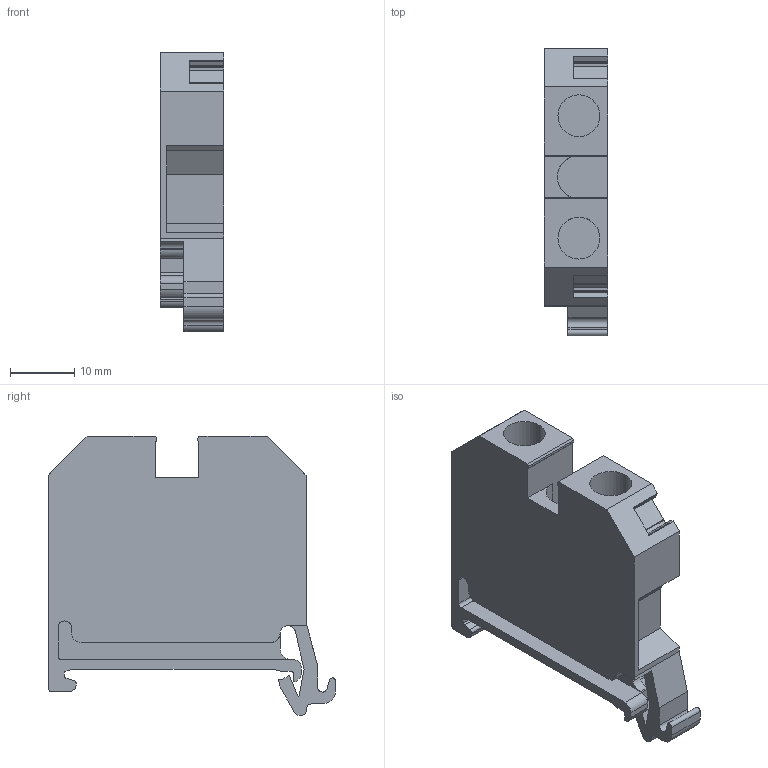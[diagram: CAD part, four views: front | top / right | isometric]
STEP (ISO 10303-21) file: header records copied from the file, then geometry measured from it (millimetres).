
FILE_DESCRIPTION(('CATIA V5 STEP Exchange','CAx-IF Rec.Pracs.--- Model Styling and Organization---1.4--- 2014-01-23'),'2;1');
FILE_NAME ('002003-3_1', '2021-06-07T04:59:19+00:00', ('none'), ('Weidmueller'), 'CATIA Version 5-6 Release 2016 SP3 HF44', 'CATIA V5 STEP AP214', 'none');
FILE_SCHEMA(('AUTOMOTIVE_DESIGN { 1 0 10303 214 1 1 1 1 }'));
Length unit declared in the file: millimetre
Products named in the file (1): 0443780000
Bounding box: 9.9 x 44.6 x 43.35 mm (x, y, z)
Volume: 11198.5 mm3; surface area: 6021.1 mm2
Topology: 1 solids, 1 shells, 155 faces, 459 edges, 312 vertices
Faces by surface type: plane 112, cylinder 42, extrusion 1
Entity records: 5225 total; most frequent: CARTESIAN_POINT 958, ORIENTED_EDGE 918, DIRECTION 721, EDGE_CURVE 459, VECTOR 362, LINE 361, VERTEX_POINT 312, AXIS2_PLACEMENT_3D 227
